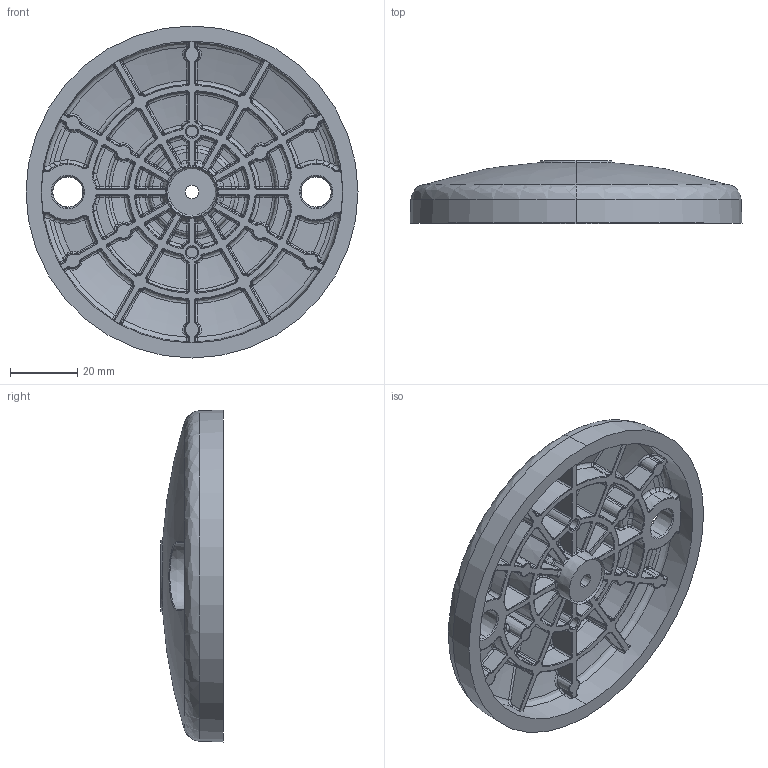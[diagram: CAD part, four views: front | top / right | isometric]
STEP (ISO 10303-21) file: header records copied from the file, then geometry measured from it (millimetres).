
FILE_DESCRIPTION (( 'STEP AP214' ), '1' );
FILE_NAME ('098d100zbs.STEP', '2014-09-10T06:13:51', ( '' ), ( '' ), 'SwSTEP 2.0', 'SolidWorks 2014', '' );
FILE_SCHEMA (( 'AUTOMOTIVE_DESIGN' ));
Length unit declared in the file: millimetre
Products named in the file (1): 098d100zbs
Bounding box: 99 x 19 x 99 mm (x, y, z)
Volume: 46868.5 mm3; surface area: 32000.4 mm2
Topology: 2 solids, 2 shells, 1693 faces, 3882 edges, 2187 vertices
Faces by surface type: bspline 1272, cone 168, cylinder 130, plane 123
Entity records: 92459 total; most frequent: CARTESIAN_POINT 44329, ORIENTED_EDGE 7716, DIRECTION 4134, EDGE_CURVE 3858, VERTEX_POINT 2187, AXIS2_PLACEMENT_3D 1807, B_SPLINE_CURVE_WITH_KNOTS 1777, EDGE_LOOP 1719
